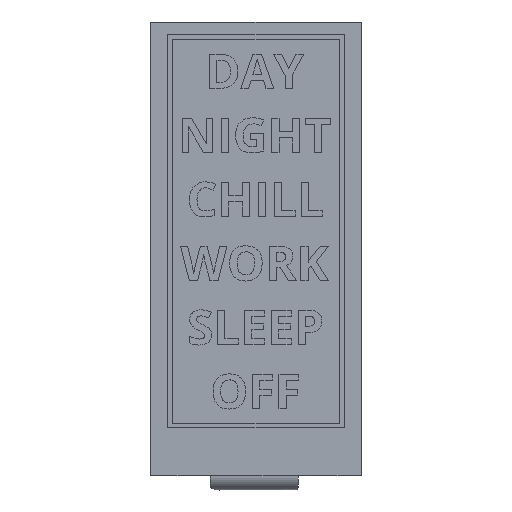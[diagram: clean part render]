
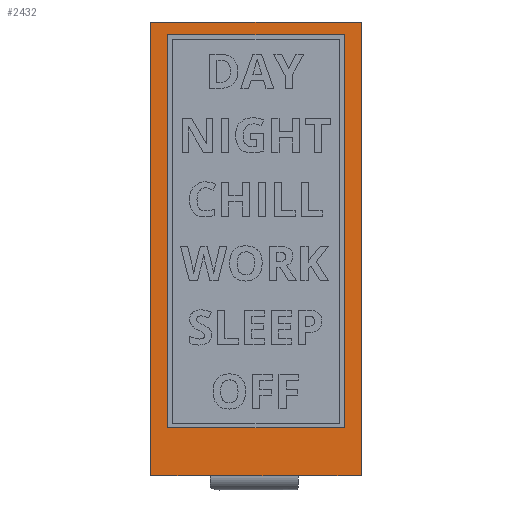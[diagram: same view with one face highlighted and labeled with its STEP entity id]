
A CAD part, top view. The second image highlights one B-rep face of the part: STEP entity #2432.
In plain terms, the highlighted planar face has unit normal (0, 0, 1).
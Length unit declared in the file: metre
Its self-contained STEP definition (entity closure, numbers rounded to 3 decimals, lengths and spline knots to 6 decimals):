
#855=ORIENTED_EDGE('',*,*,#1271,.F.);
#856=ORIENTED_EDGE('',*,*,#1270,.F.);
#857=ORIENTED_EDGE('',*,*,#1273,.T.);
#858=ORIENTED_EDGE('',*,*,#1272,.T.);
#859=ORIENTED_EDGE('',*,*,#1274,.F.);
#860=ORIENTED_EDGE('',*,*,#1277,.T.);
#861=ORIENTED_EDGE('',*,*,#1280,.T.);
#862=ORIENTED_EDGE('',*,*,#950,.F.);
#863=ORIENTED_EDGE('',*,*,#1286,.F.);
#864=ORIENTED_EDGE('',*,*,#954,.F.);
#950=EDGE_CURVE('',#1327,#1328,#1684,.T.);
#954=EDGE_CURVE('',#1331,#1325,#1688,.T.);
#1270=EDGE_CURVE('',#1647,#1648,#1885,.T.);
#1271=EDGE_CURVE('',#1648,#1649,#1886,.T.);
#1272=EDGE_CURVE('',#1650,#1649,#1887,.T.);
#1273=EDGE_CURVE('',#1647,#1650,#1888,.T.);
#1274=EDGE_CURVE('',#1651,#1331,#1889,.T.);
#1277=EDGE_CURVE('',#1651,#1653,#1892,.T.);
#1280=EDGE_CURVE('',#1653,#1328,#1895,.T.);
#1286=EDGE_CURVE('',#1325,#1327,#1901,.T.);
#1325=VERTEX_POINT('',#3135);
#1327=VERTEX_POINT('',#3139);
#1328=VERTEX_POINT('',#3141);
#1331=VERTEX_POINT('',#3147);
#1647=VERTEX_POINT('',#4051);
#1648=VERTEX_POINT('',#4052);
#1649=VERTEX_POINT('',#4054);
#1650=VERTEX_POINT('',#4056);
#1651=VERTEX_POINT('',#4060);
#1653=VERTEX_POINT('',#4066);
#1684=LINE('',#3140,#1926);
#1688=LINE('',#3148,#1930);
#1885=LINE('',#4050,#2127);
#1886=LINE('',#4053,#2128);
#1887=LINE('',#4055,#2129);
#1888=LINE('',#4057,#2130);
#1889=LINE('',#4059,#2131);
#1892=LINE('',#4065,#2134);
#1895=LINE('',#4071,#2137);
#1901=LINE('',#4083,#2143);
#1926=VECTOR('',#2767,1.);
#1930=VECTOR('',#2771,1.);
#2127=VECTOR('',#3034,1.);
#2128=VECTOR('',#3035,1.);
#2129=VECTOR('',#3036,1.);
#2130=VECTOR('',#3037,1.);
#2131=VECTOR('',#3040,1.);
#2134=VECTOR('',#3045,1.);
#2137=VECTOR('',#3050,1.);
#2143=VECTOR('',#3060,1.);
#2233=EDGE_LOOP('',(#855,#856,#857,#858));
#2234=EDGE_LOOP('',(#859,#860,#861,#862,#863,#864));
#2323=FACE_BOUND('',#2233,.T.);
#2324=FACE_BOUND('',#2234,.T.);
#2380=PLANE('',#2731);
#2432=ADVANCED_FACE('',(#2323,#2324),#2380,.T.);
#2731=AXIS2_PLACEMENT_3D('',#4082,#3058,#3059);
#2767=DIRECTION('',(-1.,0.,0.));
#2771=DIRECTION('',(-1.,0.,0.));
#3034=DIRECTION('',(-1.,0.,0.));
#3035=DIRECTION('',(0.,-1.,0.));
#3036=DIRECTION('',(-1.,0.,0.));
#3037=DIRECTION('',(0.,-1.,0.));
#3040=DIRECTION('',(0.,-1.,0.));
#3045=DIRECTION('',(-1.,0.,0.));
#3050=DIRECTION('',(0.,-1.,0.));
#3058=DIRECTION('',(0.,0.,1.));
#3059=DIRECTION('',(1.,0.,0.));
#3060=DIRECTION('',(-1.,0.,0.));
#3135=CARTESIAN_POINT('',(0.00738,-0.0395,0.));
#3139=CARTESIAN_POINT('',(-0.00793,-0.0395,0.));
#3140=CARTESIAN_POINT('',(0.,-0.0395,0.));
#3141=CARTESIAN_POINT('',(-0.01835,-0.0395,0.));
#3147=CARTESIAN_POINT('',(0.01835,-0.0395,0.));
#3148=CARTESIAN_POINT('',(0.,-0.0395,0.));
#4050=CARTESIAN_POINT('',(0.,0.0373,0.));
#4051=CARTESIAN_POINT('',(0.015328,0.0373,0.));
#4052=CARTESIAN_POINT('',(-0.015328,0.0373,0.));
#4053=CARTESIAN_POINT('',(-0.015328,0.,0.));
#4054=CARTESIAN_POINT('',(-0.015328,-0.031196,0.));
#4055=CARTESIAN_POINT('',(0.,-0.031196,0.));
#4056=CARTESIAN_POINT('',(0.015328,-0.031196,0.));
#4057=CARTESIAN_POINT('',(0.015328,0.,0.));
#4059=CARTESIAN_POINT('',(0.01835,0.,0.));
#4060=CARTESIAN_POINT('',(0.01835,0.0395,0.));
#4065=CARTESIAN_POINT('',(0.,0.0395,0.));
#4066=CARTESIAN_POINT('',(-0.01835,0.0395,0.));
#4071=CARTESIAN_POINT('',(-0.01835,0.,0.));
#4082=CARTESIAN_POINT('',(0.,0.,0.));
#4083=CARTESIAN_POINT('',(-0.000275,-0.0395,0.));
